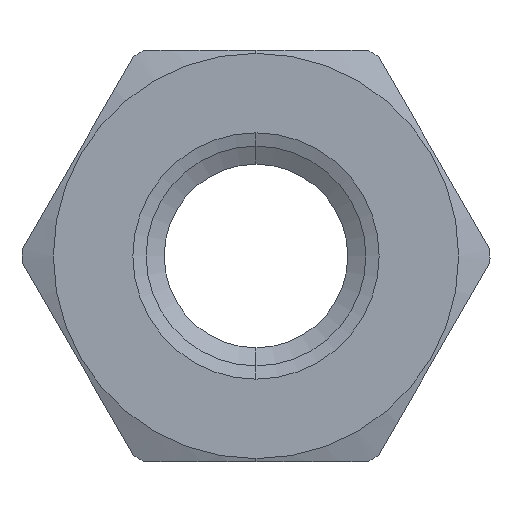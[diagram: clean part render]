
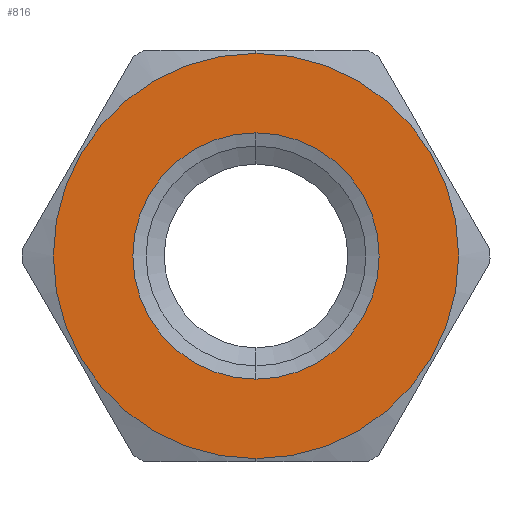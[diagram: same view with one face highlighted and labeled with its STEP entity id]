
A CAD part, front view. The second image highlights one B-rep face of the part: STEP entity #816.
In plain terms, the highlighted planar face has unit normal (0, -1, 0).
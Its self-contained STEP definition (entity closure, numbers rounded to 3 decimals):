
#130 = EDGE_CURVE ( 'NONE', #972, #1318, #625, .T. ) ;
#169 = CIRCLE ( 'NONE', #1009, 2.708 ) ;
#181 = CARTESIAN_POINT ( 'NONE',  ( 2.741, -2.4, -2.741 ) ) ;
#259 = AXIS2_PLACEMENT_3D ( 'NONE', #181, #357, #782 ) ;
#302 = AXIS2_PLACEMENT_3D ( 'NONE', #408, #1081, #1518 ) ;
#357 = DIRECTION ( 'NONE',  ( 0., 1., 0. ) ) ;
#358 = FACE_BOUND ( 'NONE', #953, .T. ) ;
#362 = FACE_OUTER_BOUND ( 'NONE', #1114, .T. ) ;
#408 = CARTESIAN_POINT ( 'NONE',  ( 0., -2.4, 0. ) ) ;
#413 = CIRCLE ( 'NONE', #302, 1.646 ) ;
#450 = CIRCLE ( 'NONE', #1513, 2.708 ) ;
#561 = EDGE_CURVE ( 'NONE', #1229, #695, #450, .T. ) ;
#625 = CIRCLE ( 'NONE', #836, 1.646 ) ;
#652 = EDGE_CURVE ( 'NONE', #1318, #972, #413, .T. ) ;
#695 = VERTEX_POINT ( 'NONE', #1082 ) ;
#713 = DIRECTION ( 'NONE',  ( 0., -1., 0. ) ) ;
#721 = ORIENTED_EDGE ( 'NONE', *, *, #130, .F. ) ;
#724 = DIRECTION ( 'NONE',  ( 0., 0., -1. ) ) ;
#727 = ORIENTED_EDGE ( 'NONE', *, *, #652, .F. ) ;
#735 = ORIENTED_EDGE ( 'NONE', *, *, #1212, .T. ) ;
#738 = ORIENTED_EDGE ( 'NONE', *, *, #561, .T. ) ;
#773 = DIRECTION ( 'NONE',  ( 0., 0., 1. ) ) ;
#782 = DIRECTION ( 'NONE',  ( -1., 0., 0. ) ) ;
#816 = ADVANCED_FACE ( 'NONE', ( #358, #362 ), #1183, .F. ) ;
#836 = AXIS2_PLACEMENT_3D ( 'NONE', #1630, #1031, #724 ) ;
#953 = EDGE_LOOP ( 'NONE', ( #721, #727 ) ) ;
#972 = VERTEX_POINT ( 'NONE', #1602 ) ;
#1009 = AXIS2_PLACEMENT_3D ( 'NONE', #1395, #1392, #1390 ) ;
#1031 = DIRECTION ( 'NONE',  ( 0., -1., 0. ) ) ;
#1081 = DIRECTION ( 'NONE',  ( 0., -1., 0. ) ) ;
#1082 = CARTESIAN_POINT ( 'NONE',  ( 0., -2.4, 2.708 ) ) ;
#1114 = EDGE_LOOP ( 'NONE', ( #735, #738 ) ) ;
#1183 = PLANE ( 'NONE',  #259 ) ;
#1212 = EDGE_CURVE ( 'NONE', #695, #1229, #169, .T. ) ;
#1229 = VERTEX_POINT ( 'NONE', #1399 ) ;
#1296 = CARTESIAN_POINT ( 'NONE',  ( 0., -2.4, 1.646 ) ) ;
#1318 = VERTEX_POINT ( 'NONE', #1296 ) ;
#1390 = DIRECTION ( 'NONE',  ( 0., 0., 1. ) ) ;
#1392 = DIRECTION ( 'NONE',  ( 0., -1., 0. ) ) ;
#1395 = CARTESIAN_POINT ( 'NONE',  ( 0., -2.4, 0. ) ) ;
#1399 = CARTESIAN_POINT ( 'NONE',  ( 0., -2.4, -2.708 ) ) ;
#1513 = AXIS2_PLACEMENT_3D ( 'NONE', #1605, #713, #773 ) ;
#1518 = DIRECTION ( 'NONE',  ( 0., 0., -1. ) ) ;
#1602 = CARTESIAN_POINT ( 'NONE',  ( 0., -2.4, -1.646 ) ) ;
#1605 = CARTESIAN_POINT ( 'NONE',  ( 0., -2.4, 0. ) ) ;
#1630 = CARTESIAN_POINT ( 'NONE',  ( 0., -2.4, 0. ) ) ;
